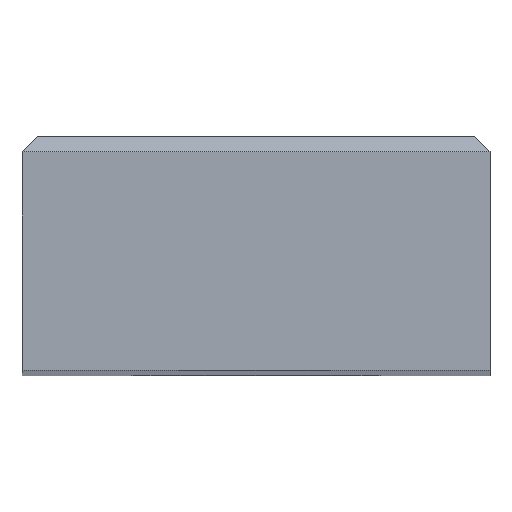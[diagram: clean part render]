
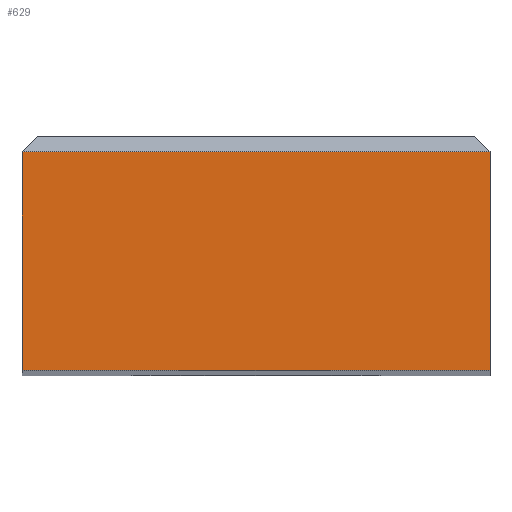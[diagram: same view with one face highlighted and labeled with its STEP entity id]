
A CAD part, top view. The second image highlights one B-rep face of the part: STEP entity #629.
In plain terms, the highlighted planar face has unit normal (0, 0, 1).
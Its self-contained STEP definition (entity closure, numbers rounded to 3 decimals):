
#31 = EDGE_CURVE ( 'NONE', #328, #440, #152, .T. ) ;
#61 = CARTESIAN_POINT ( 'NONE',  ( 0., 0., 0. ) ) ;
#63 = CARTESIAN_POINT ( 'NONE',  ( -6., 2.8, 0. ) ) ;
#68 = DIRECTION ( 'NONE',  ( 0., 0., -1. ) ) ;
#75 = CARTESIAN_POINT ( 'NONE',  ( -6., 2.8, 0. ) ) ;
#79 = CARTESIAN_POINT ( 'NONE',  ( -6., 0., 0. ) ) ;
#82 = PLANE ( 'NONE',  #592 ) ;
#93 = DIRECTION ( 'NONE',  ( 0., -1., 0. ) ) ;
#102 = VECTOR ( 'NONE', #503, 1000. ) ;
#112 = DIRECTION ( 'NONE',  ( -1., 0., 0. ) ) ;
#125 = VECTOR ( 'NONE', #93, 1000. ) ;
#136 = VECTOR ( 'NONE', #112, 1000. ) ;
#152 = LINE ( 'NONE', #61, #102 ) ;
#172 = ORIENTED_EDGE ( 'NONE', *, *, #582, .T. ) ;
#184 = DIRECTION ( 'NONE',  ( -1., 0., 0. ) ) ;
#198 = CARTESIAN_POINT ( 'NONE',  ( -6., 3., 0. ) ) ;
#218 = DIRECTION ( 'NONE',  ( 0., -1., 0. ) ) ;
#266 = LINE ( 'NONE', #465, #335 ) ;
#295 = ORIENTED_EDGE ( 'NONE', *, *, #591, .F. ) ;
#317 = CARTESIAN_POINT ( 'NONE',  ( 0., 3., 0. ) ) ;
#328 = VERTEX_POINT ( 'NONE', #79 ) ;
#335 = VECTOR ( 'NONE', #218, 1000. ) ;
#342 = CARTESIAN_POINT ( 'NONE',  ( 0., 0., 0. ) ) ;
#376 = VERTEX_POINT ( 'NONE', #75 ) ;
#384 = ORIENTED_EDGE ( 'NONE', *, *, #31, .T. ) ;
#413 = CARTESIAN_POINT ( 'NONE',  ( 0., 2.8, 0. ) ) ;
#440 = VERTEX_POINT ( 'NONE', #342 ) ;
#462 = EDGE_CURVE ( 'NONE', #376, #328, #598, .T. ) ;
#465 = CARTESIAN_POINT ( 'NONE',  ( 0., 3., 0. ) ) ;
#496 = EDGE_LOOP ( 'NONE', ( #295, #172, #596, #384 ) ) ;
#503 = DIRECTION ( 'NONE',  ( 1., 0., 0. ) ) ;
#531 = FACE_OUTER_BOUND ( 'NONE', #496, .T. ) ;
#575 = VERTEX_POINT ( 'NONE', #413 ) ;
#582 = EDGE_CURVE ( 'NONE', #575, #376, #611, .T. ) ;
#591 = EDGE_CURVE ( 'NONE', #575, #440, #266, .T. ) ;
#592 = AXIS2_PLACEMENT_3D ( 'NONE', #317, #68, #184 ) ;
#596 = ORIENTED_EDGE ( 'NONE', *, *, #462, .T. ) ;
#598 = LINE ( 'NONE', #198, #125 ) ;
#611 = LINE ( 'NONE', #63, #136 ) ;
#629 = ADVANCED_FACE ( 'NONE', ( #531 ), #82, .F. ) ;
